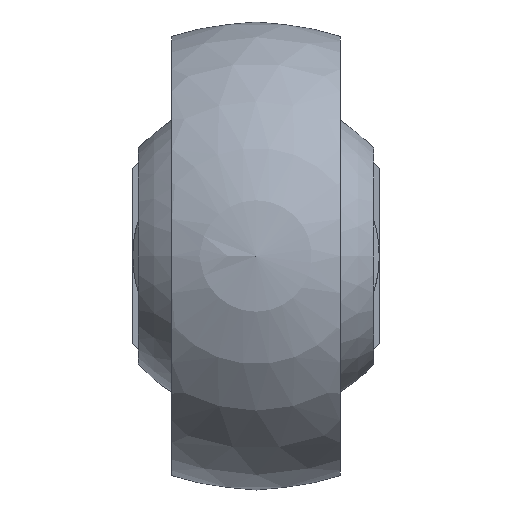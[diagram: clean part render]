
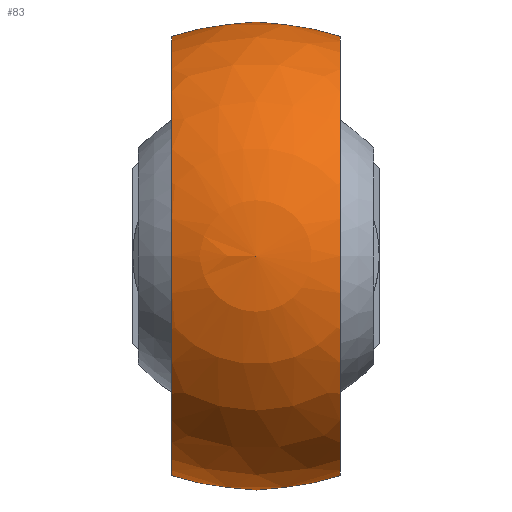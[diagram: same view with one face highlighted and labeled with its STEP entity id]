
A CAD part, left-side view. The second image highlights one B-rep face of the part: STEP entity #83.
In plain terms, the highlighted spherical face has radius 21 mm.
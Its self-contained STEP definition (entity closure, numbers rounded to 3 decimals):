
#83 = ADVANCED_FACE( '', ( #178, #179 ), #180, .T. );
#178 = FACE_BOUND( '', #275, .T. );
#179 = FACE_OUTER_BOUND( '', #276, .T. );
#180 = SPHERICAL_SURFACE( '', #277, 21. );
#275 = VERTEX_LOOP( '', #433 );
#276 = EDGE_LOOP( '', ( #434, #435, #436, #437 ) );
#277 = AXIS2_PLACEMENT_3D( '', #438, #439, #440 );
#433 = VERTEX_POINT( '', #554 );
#434 = ORIENTED_EDGE( '', *, *, #517, .F. );
#435 = ORIENTED_EDGE( '', *, *, #555, .T. );
#436 = ORIENTED_EDGE( '', *, *, #556, .F. );
#437 = ORIENTED_EDGE( '', *, *, #529, .T. );
#438 = CARTESIAN_POINT( '', ( 0., 0., 0. ) );
#439 = DIRECTION( '', ( 1., 0., 0. ) );
#440 = DIRECTION( '', ( 0., 1., 0. ) );
#517 = EDGE_CURVE( '', #601, #604, #605, .T. );
#529 = EDGE_CURVE( '', #624, #604, #625, .F. );
#554 = CARTESIAN_POINT( '', ( -21., 0., 0. ) );
#555 = EDGE_CURVE( '', #601, #658, #659, .F. );
#556 = EDGE_CURVE( '', #624, #658, #660, .T. );
#601 = VERTEX_POINT( '', #711 );
#604 = VERTEX_POINT( '', #721 );
#605 = CIRCLE( '', #722, 17.55 );
#624 = VERTEX_POINT( '', #751 );
#625 = CIRCLE( '', #752, 19.615 );
#658 = VERTEX_POINT( '', #797 );
#659 = CIRCLE( '', #798, 19.615 );
#660 = CIRCLE( '', #799, 17.55 );
#711 = CARTESIAN_POINT( '', ( 11.533, -7.5, -15.867 ) );
#721 = CARTESIAN_POINT( '', ( 11.533, 7.5, -15.867 ) );
#722 = AXIS2_PLACEMENT_3D( '', #848, #849, #850 );
#751 = CARTESIAN_POINT( '', ( 11.533, 7.5, 15.867 ) );
#752 = AXIS2_PLACEMENT_3D( '', #866, #867, #868 );
#797 = CARTESIAN_POINT( '', ( 11.533, -7.5, 15.867 ) );
#798 = AXIS2_PLACEMENT_3D( '', #901, #902, #903 );
#799 = AXIS2_PLACEMENT_3D( '', #904, #905, #906 );
#848 = CARTESIAN_POINT( '', ( 11.533, 0., 0. ) );
#849 = DIRECTION( '', ( 1., 0., 0. ) );
#850 = DIRECTION( '', ( 0., 0., -1. ) );
#866 = CARTESIAN_POINT( '', ( 0., 7.5, 0. ) );
#867 = DIRECTION( '', ( 0., 1., 0. ) );
#868 = DIRECTION( '', ( 0., 0., 1. ) );
#901 = CARTESIAN_POINT( '', ( 0., -7.5, 0. ) );
#902 = DIRECTION( '', ( 0., -1., 0. ) );
#903 = DIRECTION( '', ( 0., 0., -1. ) );
#904 = CARTESIAN_POINT( '', ( 11.533, 0., 0. ) );
#905 = DIRECTION( '', ( 1., 0., 0. ) );
#906 = DIRECTION( '', ( 0., 0., -1. ) );
